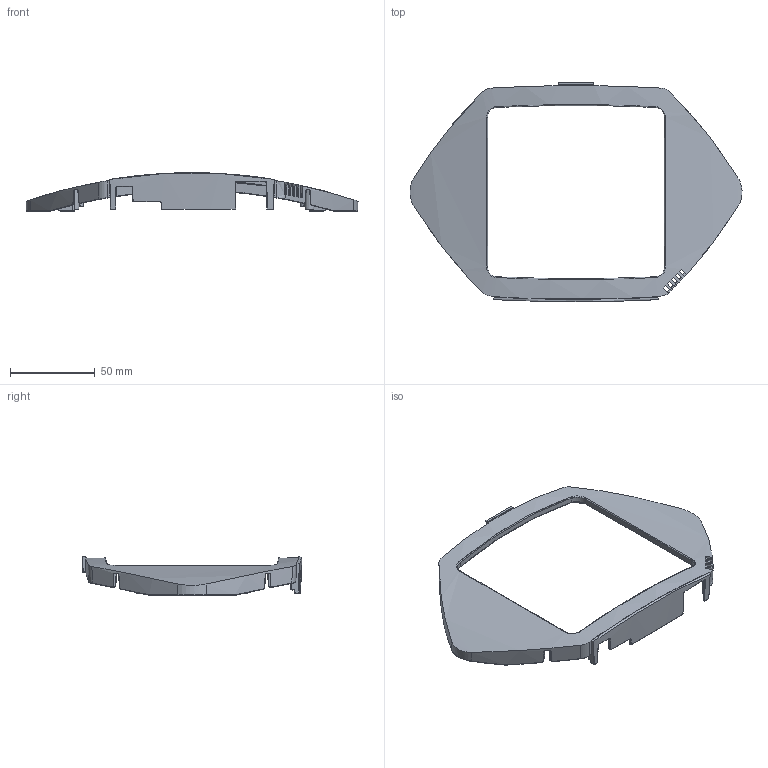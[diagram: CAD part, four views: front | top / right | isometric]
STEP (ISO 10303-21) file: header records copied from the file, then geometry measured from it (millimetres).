
FILE_DESCRIPTION (( 'STEP AP214' ), '1' );
FILE_NAME ('02-TTN-Middle-V4.STEP', '2016-04-12T08:22:03', ( '' ), ( '' ), 'SwSTEP 2.0', 'SolidWorks 2015', '' );
FILE_SCHEMA (( 'AUTOMOTIVE_DESIGN' ));
Length unit declared in the file: millimetre
Products named in the file (1): 02-TTN-Middle-V4
Bounding box: 196.37 x 129.79 x 22.83 mm (x, y, z)
Volume: 23781.1 mm3; surface area: 34891.7 mm2
Topology: 1 solids, 1 shells, 698 faces, 1720 edges, 1022 vertices
Faces by surface type: bspline 420, cylinder 97, plane 86, torus 43, cone 28, sphere 24
Entity records: 31499 total; most frequent: CARTESIAN_POINT 18535, ORIENTED_EDGE 3408, EDGE_CURVE 1704, DIRECTION 1678, VERTEX_POINT 1014, B_SPLINE_CURVE_WITH_KNOTS 953, AXIS2_PLACEMENT_3D 717, EDGE_LOOP 716
